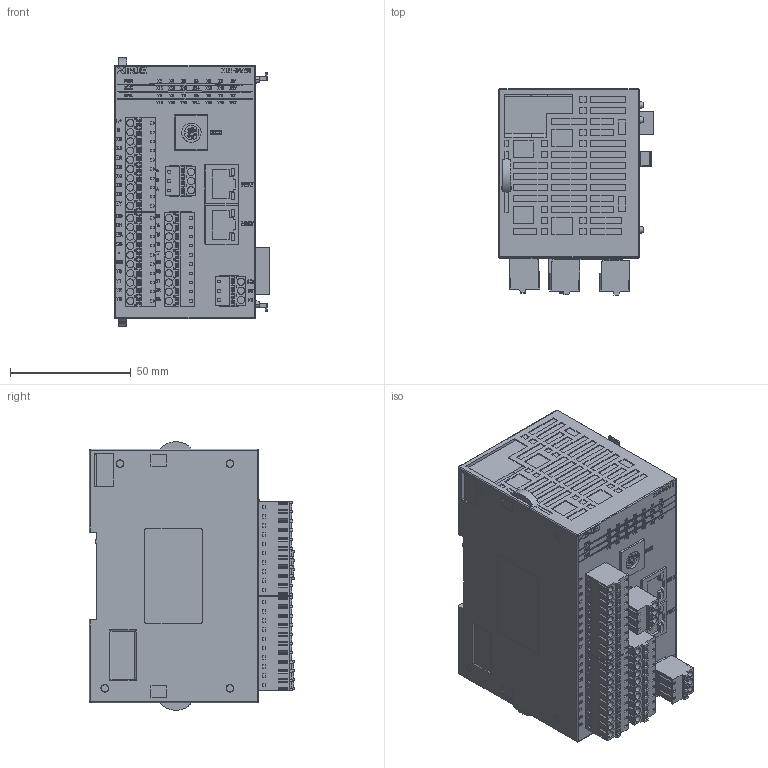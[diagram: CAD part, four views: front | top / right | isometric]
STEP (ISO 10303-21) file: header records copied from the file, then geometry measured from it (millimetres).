
FILE_DESCRIPTION(/* description */ (''),/* implementation_level */ '2;1');
FILE_NAME(/* name */ 'XLH-24~4',/* time_stamp */ '2022-08-22T16:58:07+08:00',/* author */ (''),/* organization */ (''),/* preprocessor_version */ 'ST-DEVELOPER v16.5',/* originating_system */ '',/* authorisation */ '');
FILE_SCHEMA (('CONFIG_CONTROL_DESIGN'));
Products named in the file (1): Document
Bounding box: 63.8 x 85.22 x 111.18 mm (x, y, z)
Volume: 428772.4 mm3; surface area: 63601.4 mm2
Topology: 1 solids, 189 shells, 2744 faces, 40537 edges, 38299 vertices
Faces by surface type: plane 2397, cylinder 263, bspline 84
Entity records: 310968 total; most frequent: CARTESIAN_POINT 127591, ORIENTED_EDGE 47159, EDGE_CURVE 40535, B_SPLINE_CURVE_WITH_KNOTS 39930, VERTEX_POINT 38299, EDGE_LOOP 3118, ADVANCED_FACE 2744, FACE_OUTER_BOUND 2744
